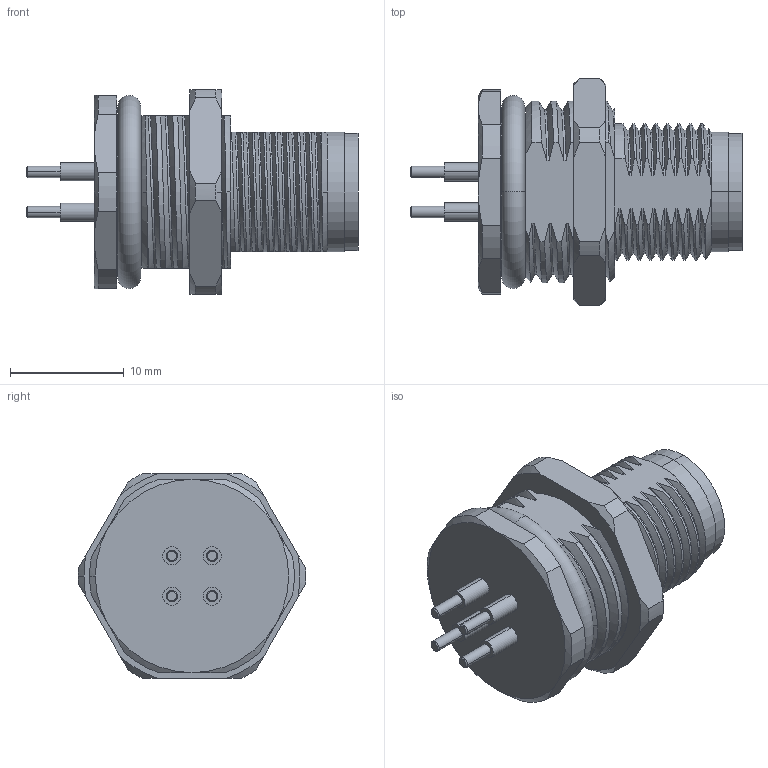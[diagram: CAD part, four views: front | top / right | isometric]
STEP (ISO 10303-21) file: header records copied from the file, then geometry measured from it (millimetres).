
FILE_DESCRIPTION (( 'STEP AP214' ), '1' );
FILE_NAME ('FCF4M12-SB04PSD0-00.STEP', '2024-04-23T11:04:16', ( '' ), ( '' ), 'SwSTEP 2.0', 'SolidWorks 2021', '' );
FILE_SCHEMA (( 'AUTOMOTIVE_DESIGN' ));
Length unit declared in the file: millimetre
Products named in the file (1): FCF4M12-SB04PSD0-00
Bounding box: 29.2 x 20 x 18 mm (x, y, z)
Volume: 3209.7 mm3; surface area: 3382.9 mm2
Topology: 1 solids, 2 shells, 279 faces, 782 edges, 507 vertices
Faces by surface type: bspline 93, cylinder 81, cone 49, plane 42, sphere 8, torus 6
Entity records: 30297 total; most frequent: CARTESIAN_POINT 24061, ORIENTED_EDGE 1540, DIRECTION 910, EDGE_CURVE 770, VERTEX_POINT 503, B_SPLINE_CURVE_WITH_KNOTS 408, AXIS2_PLACEMENT_3D 362, EDGE_LOOP 299
